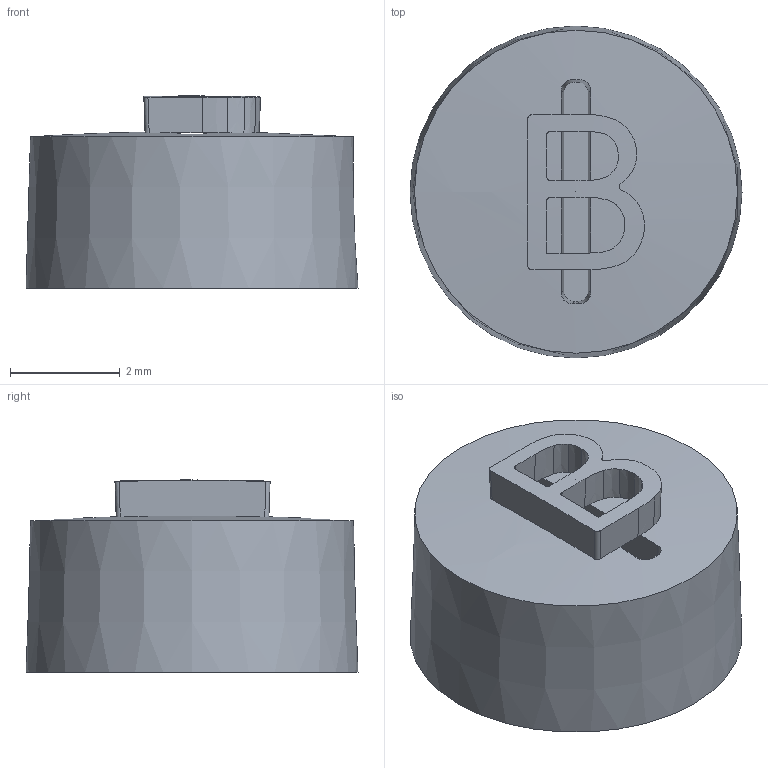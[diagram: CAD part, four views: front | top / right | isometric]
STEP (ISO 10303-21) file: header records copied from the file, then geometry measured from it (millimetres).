
FILE_DESCRIPTION(/* description */ (''),/* implementation_level */ '2;1');
FILE_NAME(/* name */ 'B-Button-Fill.step',/* time_stamp */ '2024-02-23T12:40:55-08:00',/* author */ (''),/* organization */ (''),/* preprocessor_version */ 'ST-DEVELOPER v20',/* originating_system */ 'Autodesk Translation Framework v12.20.1.177',/* authorisation */ '');
FILE_SCHEMA (('AUTOMOTIVE_DESIGN { 1 0 10303 214 3 1 1 }'));
Length unit declared in the file: millimetre
Products named in the file (1): Button_Fill
Bounding box: 6.05 x 6.05 x 3.5 mm (x, y, z)
Volume: 51.9 mm3; surface area: 152.3 mm2
Topology: 1 solids, 1 shells, 68 faces, 197 edges, 128 vertices
Faces by surface type: bspline 25, plane 18, cylinder 9, sphere 9, cone 5, torus 2
Entity records: 3957 total; most frequent: CARTESIAN_POINT 2327, ORIENTED_EDGE 390, DIRECTION 258, EDGE_CURVE 195, VERTEX_POINT 128, AXIS2_PLACEMENT_3D 113, B_SPLINE_CURVE_WITH_KNOTS 94, EDGE_LOOP 73
